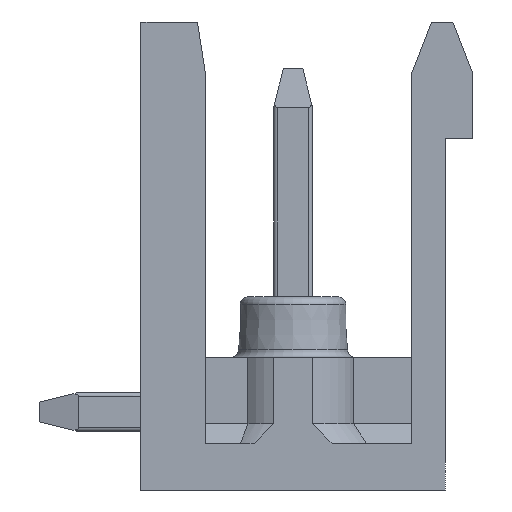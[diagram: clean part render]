
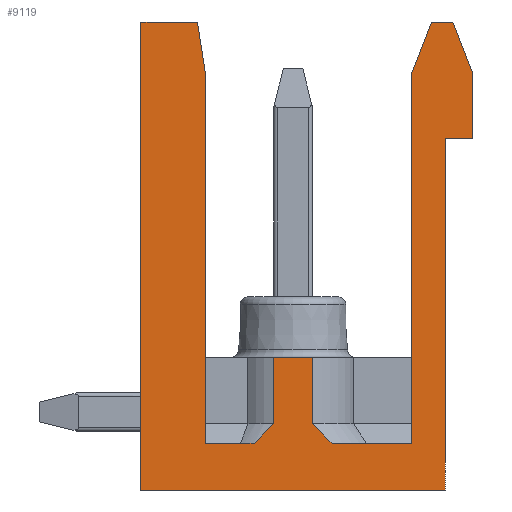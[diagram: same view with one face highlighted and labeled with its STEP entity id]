
A CAD part, left-side view. The second image highlights one B-rep face of the part: STEP entity #9119.
In plain terms, the highlighted planar face has unit normal (-1, 0, 0).
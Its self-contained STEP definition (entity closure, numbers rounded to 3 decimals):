
#1088=ORIENTED_EDGE('',*,*,#3676,.T.);
#1089=ORIENTED_EDGE('',*,*,#3677,.T.);
#1090=ORIENTED_EDGE('',*,*,#3678,.F.);
#1091=ORIENTED_EDGE('',*,*,#3679,.T.);
#1092=ORIENTED_EDGE('',*,*,#3143,.T.);
#1093=ORIENTED_EDGE('',*,*,#3680,.F.);
#1094=ORIENTED_EDGE('',*,*,#3681,.T.);
#1095=ORIENTED_EDGE('',*,*,#3682,.F.);
#1096=ORIENTED_EDGE('',*,*,#3648,.T.);
#1097=ORIENTED_EDGE('',*,*,#3642,.F.);
#1098=ORIENTED_EDGE('',*,*,#3645,.T.);
#1099=ORIENTED_EDGE('',*,*,#3683,.F.);
#1100=ORIENTED_EDGE('',*,*,#3684,.F.);
#1101=ORIENTED_EDGE('',*,*,#3685,.T.);
#1102=ORIENTED_EDGE('',*,*,#3686,.T.);
#1103=ORIENTED_EDGE('',*,*,#3275,.T.);
#1104=ORIENTED_EDGE('',*,*,#3687,.F.);
#1105=ORIENTED_EDGE('',*,*,#3688,.T.);
#1106=ORIENTED_EDGE('',*,*,#3689,.F.);
#3143=EDGE_CURVE('',#4485,#4484,#5346,.T.);
#3275=EDGE_CURVE('',#4613,#4612,#5445,.T.);
#3642=EDGE_CURVE('',#4902,#4899,#5783,.T.);
#3645=EDGE_CURVE('',#4902,#4904,#5786,.F.);
#3648=EDGE_CURVE('',#4906,#4899,#5789,.F.);
#3676=EDGE_CURVE('',#4925,#4926,#5817,.T.);
#3677=EDGE_CURVE('',#4926,#4927,#5818,.F.);
#3678=EDGE_CURVE('',#4928,#4927,#5819,.T.);
#3679=EDGE_CURVE('',#4928,#4485,#5820,.T.);
#3680=EDGE_CURVE('',#4929,#4484,#5821,.T.);
#3681=EDGE_CURVE('',#4929,#4930,#5822,.T.);
#3682=EDGE_CURVE('',#4906,#4930,#5823,.T.);
#3683=EDGE_CURVE('',#4931,#4904,#5824,.T.);
#3684=EDGE_CURVE('',#4932,#4931,#5825,.T.);
#3685=EDGE_CURVE('',#4932,#4933,#5826,.F.);
#3686=EDGE_CURVE('',#4933,#4613,#5827,.T.);
#3687=EDGE_CURVE('',#4934,#4612,#5828,.T.);
#3688=EDGE_CURVE('',#4934,#4935,#5829,.F.);
#3689=EDGE_CURVE('',#4925,#4935,#5830,.T.);
#4484=VERTEX_POINT('',#12839);
#4485=VERTEX_POINT('',#12841);
#4612=VERTEX_POINT('',#13107);
#4613=VERTEX_POINT('',#13109);
#4899=VERTEX_POINT('',#13870);
#4902=VERTEX_POINT('',#13875);
#4904=VERTEX_POINT('',#13881);
#4906=VERTEX_POINT('',#13886);
#4925=VERTEX_POINT('',#13941);
#4926=VERTEX_POINT('',#13942);
#4927=VERTEX_POINT('',#13944);
#4928=VERTEX_POINT('',#13946);
#4929=VERTEX_POINT('',#13949);
#4930=VERTEX_POINT('',#13951);
#4931=VERTEX_POINT('',#13954);
#4932=VERTEX_POINT('',#13956);
#4933=VERTEX_POINT('',#13958);
#4934=VERTEX_POINT('',#13961);
#4935=VERTEX_POINT('',#13963);
#5346=LINE('',#12840,#6415);
#5445=LINE('',#13108,#6514);
#5783=LINE('',#13876,#6852);
#5786=LINE('',#13882,#6855);
#5789=LINE('',#13888,#6858);
#5817=LINE('',#13940,#6886);
#5818=LINE('',#13943,#6887);
#5819=LINE('',#13945,#6888);
#5820=LINE('',#13947,#6889);
#5821=LINE('',#13948,#6890);
#5822=LINE('',#13950,#6891);
#5823=LINE('',#13952,#6892);
#5824=LINE('',#13953,#6893);
#5825=LINE('',#13955,#6894);
#5826=LINE('',#13957,#6895);
#5827=LINE('',#13959,#6896);
#5828=LINE('',#13960,#6897);
#5829=LINE('',#13962,#6898);
#5830=LINE('',#13964,#6899);
#6415=VECTOR('',#10317,1000.);
#6514=VECTOR('',#10498,1000.);
#6852=VECTOR('',#11004,1000.);
#6855=VECTOR('',#11009,1000.);
#6858=VECTOR('',#11014,1000.);
#6886=VECTOR('',#11054,1000.);
#6887=VECTOR('',#11055,1000.);
#6888=VECTOR('',#11056,1000.);
#6889=VECTOR('',#11057,1000.);
#6890=VECTOR('',#11058,1000.);
#6891=VECTOR('',#11059,1000.);
#6892=VECTOR('',#11060,1000.);
#6893=VECTOR('',#11061,1000.);
#6894=VECTOR('',#11062,1000.);
#6895=VECTOR('',#11063,1000.);
#6896=VECTOR('',#11064,1000.);
#6897=VECTOR('',#11065,1000.);
#6898=VECTOR('',#11066,1000.);
#6899=VECTOR('',#11067,1000.);
#7572=EDGE_LOOP('',(#1088,#1089,#1090,#1091,#1092,#1093,#1094,#1095,#1096,
#1097,#1098,#1099,#1100,#1101,#1102,#1103,#1104,#1105,#1106));
#8151=FACE_BOUND('',#7572,.T.);
#8722=PLANE('',#9717);
#9119=ADVANCED_FACE('',(#8151),#8722,.T.);
#9717=AXIS2_PLACEMENT_3D('',#13939,#11052,#11053);
#10317=DIRECTION('',(0.,-1.,0.));
#10498=DIRECTION('',(0.,1.,0.));
#11004=DIRECTION('',(0.,-1.,0.));
#11009=DIRECTION('',(0.,-0.359,0.933));
#11014=DIRECTION('',(0.,-0.359,-0.933));
#11052=DIRECTION('',(-1.,0.,0.));
#11053=DIRECTION('',(0.,0.,1.));
#11054=DIRECTION('',(0.,0.,1.));
#11055=DIRECTION('',(0.,-0.152,-0.988));
#11056=DIRECTION('',(0.,-1.,0.));
#11057=DIRECTION('',(0.,0.,-1.));
#11058=DIRECTION('',(0.,0.,-1.));
#11059=DIRECTION('',(0.,-1.,0.));
#11060=DIRECTION('',(0.,0.,-1.));
#11061=DIRECTION('',(0.,0.,1.));
#11062=DIRECTION('',(0.,-1.,0.));
#11063=DIRECTION('',(0.,-0.707,-0.707));
#11064=DIRECTION('',(0.,0.,1.));
#11065=DIRECTION('',(0.,0.,1.));
#11066=DIRECTION('',(0.,-0.707,0.707));
#11067=DIRECTION('',(0.,-1.,0.));
#12839=CARTESIAN_POINT('',(-20.32,0.7,-6.));
#12840=CARTESIAN_POINT('',(-20.32,8.5,-6.));
#12841=CARTESIAN_POINT('',(-20.32,8.5,-6.));
#13107=CARTESIAN_POINT('',(-20.32,5.1,-2.6));
#13108=CARTESIAN_POINT('',(-20.32,1.55,-2.6));
#13109=CARTESIAN_POINT('',(-20.32,4.1,-2.6));
#13870=CARTESIAN_POINT('',(-20.32,0.5,6.));
#13875=CARTESIAN_POINT('',(-20.32,1.05,6.));
#13876=CARTESIAN_POINT('',(-20.32,8.5,6.));
#13881=CARTESIAN_POINT('',(-20.32,1.55,4.7));
#13882=CARTESIAN_POINT('',(-20.32,2.01,3.504));
#13886=CARTESIAN_POINT('',(-20.32,0.,4.7));
#13888=CARTESIAN_POINT('',(-20.32,1.531,8.68));
#13939=CARTESIAN_POINT('',(-20.32,8.5,6.));
#13940=CARTESIAN_POINT('',(-20.32,6.85,-2.6));
#13941=CARTESIAN_POINT('',(-20.32,6.85,-4.8));
#13942=CARTESIAN_POINT('',(-20.32,6.85,4.7));
#13943=CARTESIAN_POINT('',(-20.32,7.084,6.218));
#13944=CARTESIAN_POINT('',(-20.32,7.05,6.));
#13945=CARTESIAN_POINT('',(-20.32,8.5,6.));
#13946=CARTESIAN_POINT('',(-20.32,8.5,6.));
#13947=CARTESIAN_POINT('',(-20.32,8.5,6.));
#13948=CARTESIAN_POINT('',(-20.32,0.7,3.));
#13949=CARTESIAN_POINT('',(-20.32,0.7,3.));
#13950=CARTESIAN_POINT('',(-20.32,0.7,3.));
#13951=CARTESIAN_POINT('',(-20.32,0.,3.));
#13952=CARTESIAN_POINT('',(-20.32,0.,6.));
#13953=CARTESIAN_POINT('',(-20.32,1.55,-2.6));
#13954=CARTESIAN_POINT('',(-20.32,1.55,-4.8));
#13955=CARTESIAN_POINT('',(-20.32,4.1,-4.8));
#13956=CARTESIAN_POINT('',(-20.32,3.6,-4.8));
#13957=CARTESIAN_POINT('',(-20.32,3.6,-4.8));
#13958=CARTESIAN_POINT('',(-20.32,4.1,-4.3));
#13959=CARTESIAN_POINT('',(-20.32,4.1,-4.8));
#13960=CARTESIAN_POINT('',(-20.32,5.1,-4.8));
#13961=CARTESIAN_POINT('',(-20.32,5.1,-4.3));
#13962=CARTESIAN_POINT('',(-20.32,5.6,-4.8));
#13963=CARTESIAN_POINT('',(-20.32,5.6,-4.8));
#13964=CARTESIAN_POINT('',(-20.32,6.85,-4.8));
